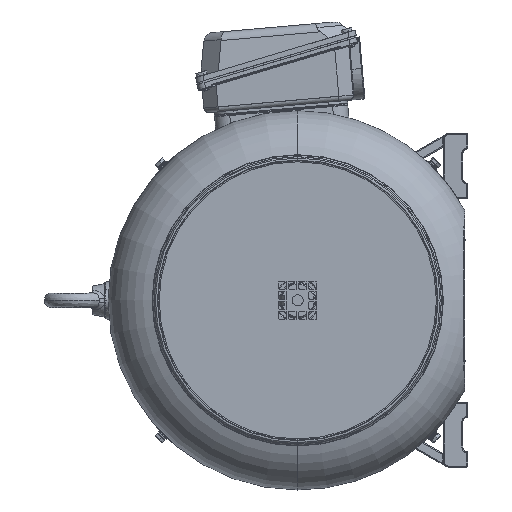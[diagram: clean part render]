
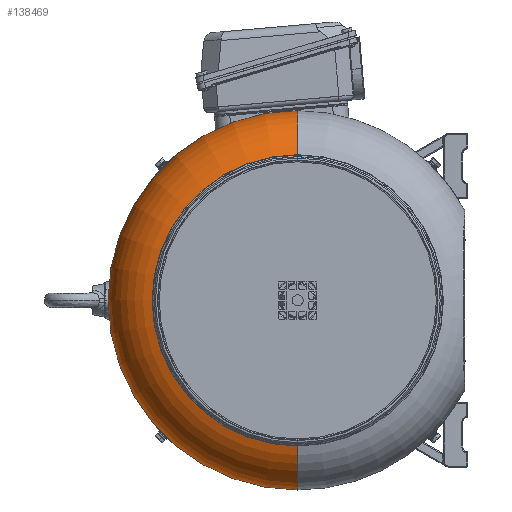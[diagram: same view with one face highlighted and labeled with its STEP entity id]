
A CAD part, left-side view. The second image highlights one B-rep face of the part: STEP entity #138469.
In plain terms, the highlighted toroidal (fillet/blend) face has major radius 133.5 mm and minor radius 65 mm.
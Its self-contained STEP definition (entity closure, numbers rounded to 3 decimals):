
#3892 = CARTESIAN_POINT ( 'NONE',  ( -166.177, 0., 152.447 ) ) ;
#7872 = DIRECTION ( 'NONE',  ( -1., 0., 0. ) ) ;
#14093 = AXIS2_PLACEMENT_3D ( 'NONE', #113916, #7872, #125837 ) ;
#23131 = DIRECTION ( 'NONE',  ( -1., 0., 0. ) ) ;
#30826 = CARTESIAN_POINT ( 'NONE',  ( -104., 0., 198.5 ) ) ;
#43976 = EDGE_CURVE ( 'NONE', #110555, #143000, #122056, .T. ) ;
#44825 = CARTESIAN_POINT ( 'NONE',  ( -104., 0., -133.5 ) ) ;
#44977 = VERTEX_POINT ( 'NONE', #117975 ) ;
#50157 = ORIENTED_EDGE ( 'NONE', *, *, #146480, .F. ) ;
#52885 = ORIENTED_EDGE ( 'NONE', *, *, #43976, .T. ) ;
#57494 = CIRCLE ( 'NONE', #129923, 65. ) ;
#57801 = DIRECTION ( 'NONE',  ( 0., 0., 1. ) ) ;
#60355 = ORIENTED_EDGE ( 'NONE', *, *, #118589, .F. ) ;
#70142 = CARTESIAN_POINT ( 'NONE',  ( -104., 0., 133.5 ) ) ;
#71266 = AXIS2_PLACEMENT_3D ( 'NONE', #92832, #23131, #104743 ) ;
#77753 = CARTESIAN_POINT ( 'NONE',  ( -104., 0., -198.5 ) ) ;
#80697 = CARTESIAN_POINT ( 'NONE',  ( -104., 0., 0. ) ) ;
#88496 = EDGE_LOOP ( 'NONE', ( #52885, #110276, #60355, #50157 ) ) ;
#92144 = DIRECTION ( 'NONE',  ( -1., 0., 0. ) ) ;
#92832 = CARTESIAN_POINT ( 'NONE',  ( -166.177, 0., 0. ) ) ;
#93988 = DIRECTION ( 'NONE',  ( 0., -1., 0. ) ) ;
#94763 = CIRCLE ( 'NONE', #71266, 152.447 ) ;
#103043 = DIRECTION ( 'NONE',  ( 0., 0., 1. ) ) ;
#104743 = DIRECTION ( 'NONE',  ( 0., 0., 1. ) ) ;
#108241 = CIRCLE ( 'NONE', #111301, 65. ) ;
#110276 = ORIENTED_EDGE ( 'NONE', *, *, #118006, .T. ) ;
#110555 = VERTEX_POINT ( 'NONE', #30826 ) ;
#111301 = AXIS2_PLACEMENT_3D ( 'NONE', #70142, #93988, #141714 ) ;
#113916 = CARTESIAN_POINT ( 'NONE',  ( -104., 0., 0. ) ) ;
#116027 = DIRECTION ( 'NONE',  ( 0., 1., 0. ) ) ;
#117975 = CARTESIAN_POINT ( 'NONE',  ( -166.177, 0., -152.447 ) ) ;
#117979 = AXIS2_PLACEMENT_3D ( 'NONE', #80697, #92144, #57801 ) ;
#118006 = EDGE_CURVE ( 'NONE', #143000, #44977, #57494, .T. ) ;
#118589 = EDGE_CURVE ( 'NONE', #153319, #44977, #94763, .T. ) ;
#119661 = TOROIDAL_SURFACE ( 'NONE', #14093, 133.5, 65. ) ;
#122056 = CIRCLE ( 'NONE', #117979, 198.5 ) ;
#125837 = DIRECTION ( 'NONE',  ( 0., 0., 1. ) ) ;
#129923 = AXIS2_PLACEMENT_3D ( 'NONE', #44825, #116027, #103043 ) ;
#138469 = ADVANCED_FACE ( 'NONE', ( #140097 ), #119661, .T. ) ;
#140097 = FACE_OUTER_BOUND ( 'NONE', #88496, .T. ) ;
#141714 = DIRECTION ( 'NONE',  ( 0., 0., -1. ) ) ;
#143000 = VERTEX_POINT ( 'NONE', #77753 ) ;
#146480 = EDGE_CURVE ( 'NONE', #110555, #153319, #108241, .T. ) ;
#153319 = VERTEX_POINT ( 'NONE', #3892 ) ;
